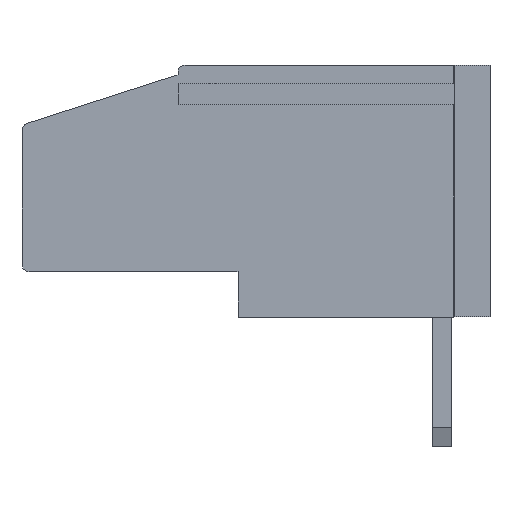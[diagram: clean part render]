
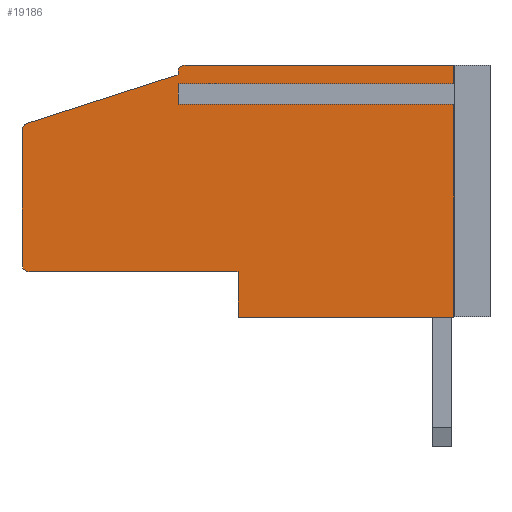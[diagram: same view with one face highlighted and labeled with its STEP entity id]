
A CAD part, left-side view. The second image highlights one B-rep face of the part: STEP entity #19186.
In plain terms, the highlighted planar face has unit normal (-1, 0, 0).
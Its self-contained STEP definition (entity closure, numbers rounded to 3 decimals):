
#61 = ORIENTED_EDGE ( 'NONE', *, *, #12518, .F. ) ;
#118 = EDGE_CURVE ( 'NONE', #13418, #15643, #5837, .T. ) ;
#388 = DIRECTION ( 'NONE',  ( 1., 0., 0. ) ) ;
#544 = VERTEX_POINT ( 'NONE', #24741 ) ;
#1281 = VERTEX_POINT ( 'NONE', #7119 ) ;
#1341 = ORIENTED_EDGE ( 'NONE', *, *, #20867, .F. ) ;
#1532 = VERTEX_POINT ( 'NONE', #8757 ) ;
#1756 = VERTEX_POINT ( 'NONE', #22131 ) ;
#2072 = CARTESIAN_POINT ( 'NONE',  ( 0., 13., 10.1 ) ) ;
#2102 = DIRECTION ( 'NONE',  ( 0., 0., -1. ) ) ;
#2548 = FACE_OUTER_BOUND ( 'NONE', #15792, .T. ) ;
#2822 = ORIENTED_EDGE ( 'NONE', *, *, #7207, .T. ) ;
#2826 = EDGE_CURVE ( 'NONE', #10903, #1532, #13234, .T. ) ;
#2900 = DIRECTION ( 'NONE',  ( 0., -1., 0. ) ) ;
#2904 = ORIENTED_EDGE ( 'NONE', *, *, #20351, .T. ) ;
#3050 = VECTOR ( 'NONE', #18867, 1000. ) ;
#3081 = CIRCLE ( 'NONE', #21549, 0.3 ) ;
#3091 = CIRCLE ( 'NONE', #6690, 0.3 ) ;
#3188 = ORIENTED_EDGE ( 'NONE', *, *, #19782, .T. ) ;
#3437 = CARTESIAN_POINT ( 'NONE',  ( 0., 1.5, 0. ) ) ;
#3910 = CARTESIAN_POINT ( 'NONE',  ( 0., 13., 9.098 ) ) ;
#3990 = CARTESIAN_POINT ( 'NONE',  ( 0., 1.5, 10.5 ) ) ;
#4113 = VERTEX_POINT ( 'NONE', #21236 ) ;
#4358 = EDGE_CURVE ( 'NONE', #5518, #21416, #4986, .T. ) ;
#4433 = LINE ( 'NONE', #18387, #17453 ) ;
#4948 = CARTESIAN_POINT ( 'NONE',  ( 0., 10.5, 1.9 ) ) ;
#4986 = LINE ( 'NONE', #18403, #7515 ) ;
#5120 = EDGE_CURVE ( 'NONE', #4113, #12381, #4433, .T. ) ;
#5514 = VECTOR ( 'NONE', #9528, 1000. ) ;
#5518 = VERTEX_POINT ( 'NONE', #16130 ) ;
#5797 = LINE ( 'NONE', #17438, #5514 ) ;
#5813 = ORIENTED_EDGE ( 'NONE', *, *, #11250, .F. ) ;
#5837 = LINE ( 'NONE', #3910, #12771 ) ;
#6042 = ORIENTED_EDGE ( 'NONE', *, *, #5120, .F. ) ;
#6059 = CARTESIAN_POINT ( 'NONE',  ( 0., 13., 10.2 ) ) ;
#6115 = CARTESIAN_POINT ( 'NONE',  ( 0., 19.5, 10.5 ) ) ;
#6173 = EDGE_CURVE ( 'NONE', #4113, #544, #3081, .T. ) ;
#6346 = CARTESIAN_POINT ( 'NONE',  ( 0., 19.5, 0. ) ) ;
#6503 = PLANE ( 'NONE',  #10352 ) ;
#6690 = AXIS2_PLACEMENT_3D ( 'NONE', #23193, #9609, #11571 ) ;
#6697 = CARTESIAN_POINT ( 'NONE',  ( 0., 13., 10.1 ) ) ;
#6820 = VERTEX_POINT ( 'NONE', #17442 ) ;
#6899 = DIRECTION ( 'NONE',  ( 0., -1., 0. ) ) ;
#7083 = CARTESIAN_POINT ( 'NONE',  ( 0., 10.5, 1.9 ) ) ;
#7119 = CARTESIAN_POINT ( 'NONE',  ( 0., 10.5, 0. ) ) ;
#7207 = EDGE_CURVE ( 'NONE', #1756, #8840, #5797, .T. ) ;
#7381 = CARTESIAN_POINT ( 'NONE',  ( 0., 19.2, 2.2 ) ) ;
#7467 = DIRECTION ( 'NONE',  ( 0., 0., -1. ) ) ;
#7515 = VECTOR ( 'NONE', #6899, 1000. ) ;
#8258 = ORIENTED_EDGE ( 'NONE', *, *, #9066, .F. ) ;
#8358 = CARTESIAN_POINT ( 'NONE',  ( 0., 1.5, 9.502 ) ) ;
#8535 = ORIENTED_EDGE ( 'NONE', *, *, #6173, .T. ) ;
#8554 = DIRECTION ( 'NONE',  ( 0., -0.952, 0.307 ) ) ;
#8557 = VERTEX_POINT ( 'NONE', #3437 ) ;
#8737 = EDGE_CURVE ( 'NONE', #21416, #8840, #19497, .T. ) ;
#8757 = CARTESIAN_POINT ( 'NONE',  ( 0., 19.2, 1.9 ) ) ;
#8840 = VERTEX_POINT ( 'NONE', #8358 ) ;
#8861 = DIRECTION ( 'NONE',  ( 0., 0., -1. ) ) ;
#9004 = DIRECTION ( 'NONE',  ( 0., 0., 1. ) ) ;
#9066 = EDGE_CURVE ( 'NONE', #1756, #13418, #21137, .T. ) ;
#9375 = AXIS2_PLACEMENT_3D ( 'NONE', #7381, #25438, #21551 ) ;
#9528 = DIRECTION ( 'NONE',  ( 0., -1., 0. ) ) ;
#9609 = DIRECTION ( 'NONE',  ( -1., 0., 0. ) ) ;
#9650 = CARTESIAN_POINT ( 'NONE',  ( 0., 13., 9.502 ) ) ;
#9699 = ORIENTED_EDGE ( 'NONE', *, *, #118, .F. ) ;
#10283 = LINE ( 'NONE', #16257, #15459 ) ;
#10352 = AXIS2_PLACEMENT_3D ( 'NONE', #6115, #388, #20030 ) ;
#10674 = DIRECTION ( 'NONE',  ( -1., 0., 0. ) ) ;
#10903 = VERTEX_POINT ( 'NONE', #4948 ) ;
#11047 = DIRECTION ( 'NONE',  ( 0., 1., 0. ) ) ;
#11250 = EDGE_CURVE ( 'NONE', #12381, #17464, #16933, .T. ) ;
#11504 = VECTOR ( 'NONE', #2102, 1000. ) ;
#11571 = DIRECTION ( 'NONE',  ( 0., 0., -1. ) ) ;
#11779 = DIRECTION ( 'NONE',  ( 0., -1., 0. ) ) ;
#12381 = VERTEX_POINT ( 'NONE', #2072 ) ;
#12518 = EDGE_CURVE ( 'NONE', #6820, #544, #10283, .T. ) ;
#12745 = LINE ( 'NONE', #18563, #11504 ) ;
#12771 = VECTOR ( 'NONE', #11779, 1000. ) ;
#12886 = CARTESIAN_POINT ( 'NONE',  ( 0., 19.2, 7.782 ) ) ;
#13234 = LINE ( 'NONE', #21070, #23128 ) ;
#13418 = VERTEX_POINT ( 'NONE', #19889 ) ;
#14118 = VECTOR ( 'NONE', #23268, 1000. ) ;
#15459 = VECTOR ( 'NONE', #22155, 1000. ) ;
#15643 = VERTEX_POINT ( 'NONE', #16785 ) ;
#15760 = LINE ( 'NONE', #7083, #3050 ) ;
#15792 = EDGE_LOOP ( 'NONE', ( #61, #19395, #20717, #1341, #3188, #20426, #9699, #8258, #2822, #17853, #22109, #2904, #5813, #6042, #8535 ) ) ;
#16130 = CARTESIAN_POINT ( 'NONE',  ( 0., 12.7, 10.5 ) ) ;
#16257 = CARTESIAN_POINT ( 'NONE',  ( 0., 19.5, 10.5 ) ) ;
#16687 = VECTOR ( 'NONE', #2900, 1000. ) ;
#16785 = CARTESIAN_POINT ( 'NONE',  ( 0., 1.5, 9.098 ) ) ;
#16933 = LINE ( 'NONE', #6697, #24549 ) ;
#17052 = VECTOR ( 'NONE', #7467, 1000. ) ;
#17438 = CARTESIAN_POINT ( 'NONE',  ( 0., 13., 9.502 ) ) ;
#17442 = CARTESIAN_POINT ( 'NONE',  ( 0., 19.5, 2.2 ) ) ;
#17453 = VECTOR ( 'NONE', #8554, 1000. ) ;
#17464 = VERTEX_POINT ( 'NONE', #6059 ) ;
#17853 = ORIENTED_EDGE ( 'NONE', *, *, #8737, .F. ) ;
#18096 = EDGE_CURVE ( 'NONE', #15643, #8557, #12745, .T. ) ;
#18387 = CARTESIAN_POINT ( 'NONE',  ( 0., 19.5, 8. ) ) ;
#18403 = CARTESIAN_POINT ( 'NONE',  ( 0., 19.5, 10.5 ) ) ;
#18563 = CARTESIAN_POINT ( 'NONE',  ( 0., 1.5, 10.5 ) ) ;
#18867 = DIRECTION ( 'NONE',  ( 0., 0., 1. ) ) ;
#19186 = ADVANCED_FACE ( 'NONE', ( #2548 ), #6503, .F. ) ;
#19395 = ORIENTED_EDGE ( 'NONE', *, *, #24579, .T. ) ;
#19497 = LINE ( 'NONE', #25183, #14118 ) ;
#19782 = EDGE_CURVE ( 'NONE', #1281, #8557, #24063, .T. ) ;
#19889 = CARTESIAN_POINT ( 'NONE',  ( 0., 13., 9.098 ) ) ;
#20030 = DIRECTION ( 'NONE',  ( 0., 0., -1. ) ) ;
#20351 = EDGE_CURVE ( 'NONE', #5518, #17464, #3091, .T. ) ;
#20426 = ORIENTED_EDGE ( 'NONE', *, *, #18096, .F. ) ;
#20717 = ORIENTED_EDGE ( 'NONE', *, *, #2826, .F. ) ;
#20867 = EDGE_CURVE ( 'NONE', #1281, #10903, #15760, .T. ) ;
#21070 = CARTESIAN_POINT ( 'NONE',  ( 0., 19.5, 1.9 ) ) ;
#21137 = LINE ( 'NONE', #9650, #17052 ) ;
#21236 = CARTESIAN_POINT ( 'NONE',  ( 0., 19.292, 8.067 ) ) ;
#21416 = VERTEX_POINT ( 'NONE', #3990 ) ;
#21549 = AXIS2_PLACEMENT_3D ( 'NONE', #12886, #10674, #8861 ) ;
#21551 = DIRECTION ( 'NONE',  ( 0., 0., -1. ) ) ;
#22109 = ORIENTED_EDGE ( 'NONE', *, *, #4358, .F. ) ;
#22131 = CARTESIAN_POINT ( 'NONE',  ( 0., 13., 9.502 ) ) ;
#22155 = DIRECTION ( 'NONE',  ( 0., 0., 1. ) ) ;
#23011 = CIRCLE ( 'NONE', #9375, 0.3 ) ;
#23128 = VECTOR ( 'NONE', #11047, 1000. ) ;
#23193 = CARTESIAN_POINT ( 'NONE',  ( 0., 12.7, 10.2 ) ) ;
#23268 = DIRECTION ( 'NONE',  ( 0., 0., -1. ) ) ;
#24063 = LINE ( 'NONE', #6346, #16687 ) ;
#24549 = VECTOR ( 'NONE', #9004, 1000. ) ;
#24579 = EDGE_CURVE ( 'NONE', #6820, #1532, #23011, .T. ) ;
#24741 = CARTESIAN_POINT ( 'NONE',  ( 0., 19.5, 7.782 ) ) ;
#25183 = CARTESIAN_POINT ( 'NONE',  ( 0., 1.5, 10.5 ) ) ;
#25438 = DIRECTION ( 'NONE',  ( -1., 0., 0. ) ) ;
